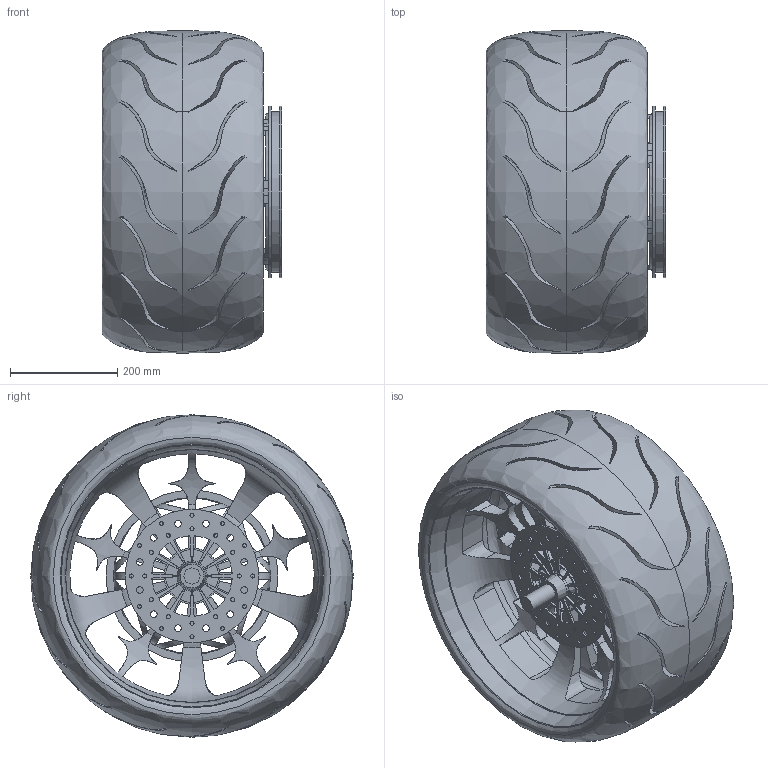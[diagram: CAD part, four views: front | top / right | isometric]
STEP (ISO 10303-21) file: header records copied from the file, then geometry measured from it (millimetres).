
FILE_DESCRIPTION(/* description */ ('STEP AP242','CAx-IF Rec.Pracs.---Representation and Presentation of Product Manufacturing Information (PMI)---4.0---2014-10-13','CAx-IF Rec.Pracs.---3D Tessellated Geometry---0.4---2014-09-14','2;1'),/* implementation_level */ '2;1');
FILE_NAME(/* name */ '67186c2d3be4ee27e5b3a074',/* time_stamp */ '2024-10-23T03:23:26Z',/* author */ (''),/* organization */ (''),/* preprocessor_version */ 'ST-DEVELOPER v20',/* originating_system */ ' ',/* authorisation */ ' ');
FILE_SCHEMA (('AP242_MANAGED_MODEL_BASED_3D_ENGINEERING_MIM_LF { 1 0 10303 442 1 1 4 }'));
Products named in the file (1): Part 1
Bounding box: 335 x 600 x 600 mm (x, y, z)
Volume: 31683571.2 mm3; surface area: 2297947.3 mm2
Topology: 1 solids, 1 shells, 581 faces, 1876 edges, 1220 vertices
Faces by surface type: plane 274, cylinder 198, bspline 104, torus 5
Full cylindrical faces by diameter (mm): 7.5 x48, 12.5 x24, 30 x3, 100 x1, 248.7 x2, 290 x1, 300 x1, 320 x2
Entity records: 43868 total; most frequent: CARTESIAN_POINT 26099, ORIENTED_EDGE 3490, DIRECTION 2812, EDGE_CURVE 1745, VERTEX_POINT 1199, AXIS2_PLACEMENT_3D 1069, EDGE_LOOP 924, FACE_BOUND 924
